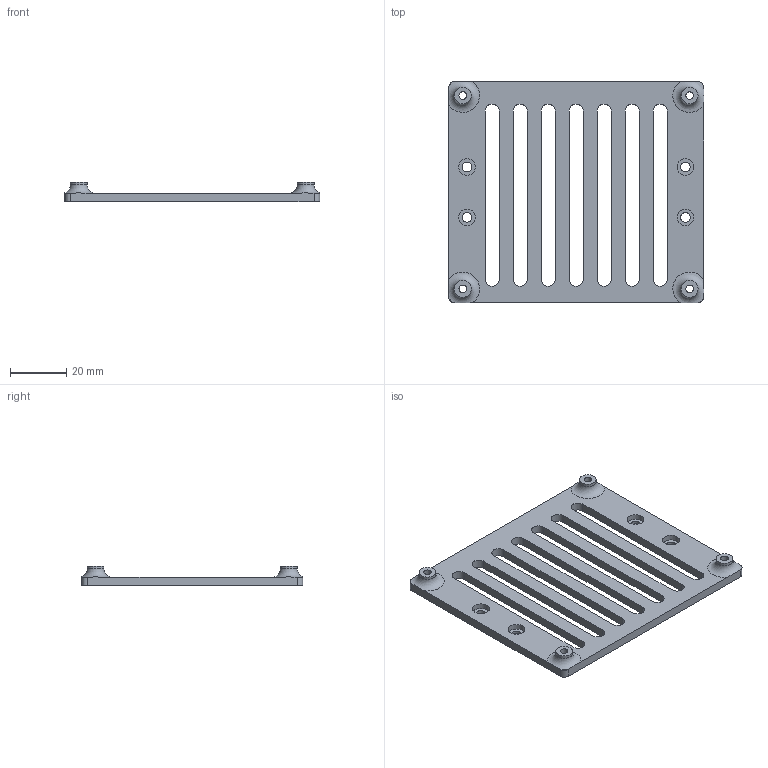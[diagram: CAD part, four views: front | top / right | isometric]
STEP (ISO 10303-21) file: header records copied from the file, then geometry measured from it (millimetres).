
FILE_DESCRIPTION(/* description */ ('','CAx-IF Rec.Pracs.---Representation and Presentation of Product Manufacturing Information (PMI)---4.0---2014-10-13'),/* implementation_level */ '2;1');
FILE_NAME(/* name */ 'Freenove ESP32 DIN Mount.step',/* time_stamp */ '2024-12-31T04:44:12+09:00',/* author */ (''),/* organization */ (''),/* preprocessor_version */ 'ST-DEVELOPER v20',/* originating_system */ 'Autodesk Translation Framework v13.20.0.188',/* authorisation */ '');
FILE_SCHEMA (('AP242_MANAGED_MODEL_BASED_3D_ENGINEERING_MIM_LF { 1 0 10303 442 1 1 4 }'));
Length unit declared in the file: millimetre
Products named in the file (2): FreeNoveBox; Component146
Assembly tree (1 placements, depth 2):
  FreeNoveBox
    Component146
Bounding box: 91.15 x 79.15 x 7.05 mm (x, y, z)
Volume: 15294.6 mm3; surface area: 14361.3 mm2
Topology: 1 solids, 1 shells, 70 faces, 188 edges, 124 vertices
Faces by surface type: cylinder 34, plane 32, torus 4
Full cylindrical faces by diameter (mm): 2.7 x4, 3.4 x4, 6 x8
Entity records: 2412 total; most frequent: CARTESIAN_POINT 491, DIRECTION 398, ORIENTED_EDGE 376, EDGE_CURVE 188, AXIS2_PLACEMENT_3D 155, VERTEX_POINT 124, EDGE_LOOP 104, LINE 88
